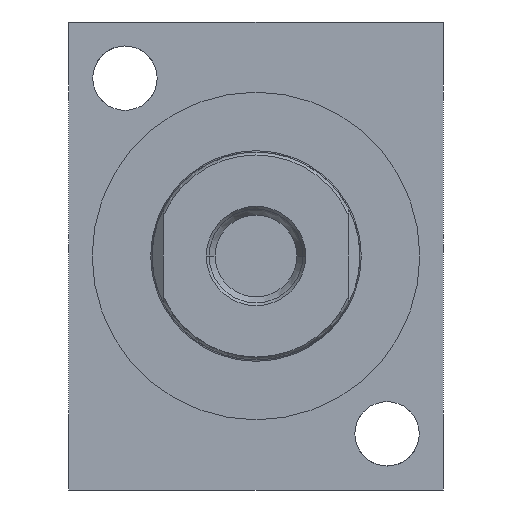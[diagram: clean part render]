
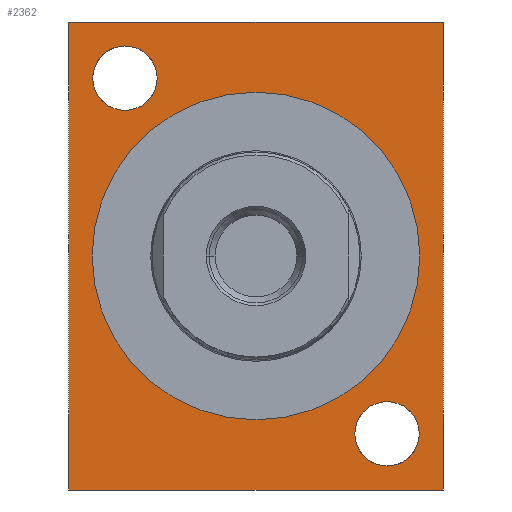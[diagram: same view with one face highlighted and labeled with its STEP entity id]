
A CAD part, left-side view. The second image highlights one B-rep face of the part: STEP entity #2362.
In plain terms, the highlighted planar face has unit normal (-1, 0, 0).
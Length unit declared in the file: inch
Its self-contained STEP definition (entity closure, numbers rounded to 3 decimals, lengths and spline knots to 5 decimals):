
#22=DIRECTION('',(0.,-1.,0.));
#23=VECTOR('',#22,2.);
#24=CARTESIAN_POINT('',(0.,1.,1.25));
#25=LINE('',#24,#23);
#30=DIRECTION('',(0.,0.,-1.));
#31=VECTOR('',#30,2.5);
#32=CARTESIAN_POINT('',(0.,-1.,1.25));
#33=LINE('',#32,#31);
#37=DIRECTION('',(0.,1.,0.));
#38=VECTOR('',#37,2.);
#39=CARTESIAN_POINT('',(0.,-1.,-1.25));
#40=LINE('',#39,#38);
#44=DIRECTION('',(0.,0.,1.));
#45=VECTOR('',#44,2.5);
#46=CARTESIAN_POINT('',(0.,1.,-1.25));
#47=LINE('',#46,#45);
#51=CARTESIAN_POINT('',(0.,0.7,0.95));
#52=DIRECTION('',(1.,0.,0.));
#53=DIRECTION('',(0.,1.,0.));
#54=AXIS2_PLACEMENT_3D('',#51,#52,#53);
#59=CARTESIAN_POINT('',(0.,0.7,0.95));
#60=DIRECTION('',(1.,0.,0.));
#61=DIRECTION('',(0.,-1.,0.));
#62=AXIS2_PLACEMENT_3D('',#59,#60,#61);
#67=CARTESIAN_POINT('',(0.,-0.7,-0.95));
#68=DIRECTION('',(1.,0.,0.));
#69=DIRECTION('',(0.,1.,0.));
#70=AXIS2_PLACEMENT_3D('',#67,#68,#69);
#75=CARTESIAN_POINT('',(0.,-0.7,-0.95));
#76=DIRECTION('',(1.,0.,0.));
#77=DIRECTION('',(0.,-1.,0.));
#78=AXIS2_PLACEMENT_3D('',#75,#76,#77);
#83=CARTESIAN_POINT('',(0.,0.,0.));
#84=DIRECTION('',(-1.,0.,0.));
#85=DIRECTION('',(0.,1.,0.));
#86=AXIS2_PLACEMENT_3D('',#83,#84,#85);
#91=CARTESIAN_POINT('',(0.,0.,0.));
#92=DIRECTION('',(-1.,0.,0.));
#93=DIRECTION('',(0.,-1.,0.));
#94=AXIS2_PLACEMENT_3D('',#91,#92,#93);
#2027=CARTESIAN_POINT('',(0.,1.,1.25));
#2028=CARTESIAN_POINT('',(0.,-1.,1.25));
#2029=VERTEX_POINT('',#2027);
#2030=VERTEX_POINT('',#2028);
#2031=CARTESIAN_POINT('',(0.,-1.,-1.25));
#2032=VERTEX_POINT('',#2031);
#2033=CARTESIAN_POINT('',(0.,1.,-1.25));
#2034=VERTEX_POINT('',#2033);
#2043=CARTESIAN_POINT('',(0.,0.872,0.95));
#2044=CARTESIAN_POINT('',(0.,0.528,0.95));
#2045=VERTEX_POINT('',#2043);
#2046=VERTEX_POINT('',#2044);
#2131=CARTESIAN_POINT('',(0.,-0.528,-0.95));
#2132=CARTESIAN_POINT('',(0.,-0.872,-0.95));
#2133=VERTEX_POINT('',#2131);
#2134=VERTEX_POINT('',#2132);
#2147=CARTESIAN_POINT('',(0.,0.875,0.));
#2148=CARTESIAN_POINT('',(0.,-0.875,0.));
#2149=VERTEX_POINT('',#2147);
#2150=VERTEX_POINT('',#2148);
#2329=CARTESIAN_POINT('',(0.,0.,0.));
#2330=DIRECTION('',(1.,0.,0.));
#2331=DIRECTION('',(0.,0.,-1.));
#2332=AXIS2_PLACEMENT_3D('',#2329,#2330,#2331);
#2333=PLANE('',#2332);
#2335=ORIENTED_EDGE('',*,*,#2334,.T.);
#2337=ORIENTED_EDGE('',*,*,#2336,.T.);
#2339=ORIENTED_EDGE('',*,*,#2338,.T.);
#2341=ORIENTED_EDGE('',*,*,#2340,.T.);
#2342=EDGE_LOOP('',(#2335,#2337,#2339,#2341));
#2343=FACE_OUTER_BOUND('',#2342,.F.);
#2345=ORIENTED_EDGE('',*,*,#2344,.F.);
#2347=ORIENTED_EDGE('',*,*,#2346,.F.);
#2348=EDGE_LOOP('',(#2345,#2347));
#2349=FACE_BOUND('',#2348,.F.);
#2351=ORIENTED_EDGE('',*,*,#2350,.F.);
#2353=ORIENTED_EDGE('',*,*,#2352,.F.);
#2354=EDGE_LOOP('',(#2351,#2353));
#2355=FACE_BOUND('',#2354,.F.);
#2357=ORIENTED_EDGE('',*,*,#2356,.T.);
#2359=ORIENTED_EDGE('',*,*,#2358,.T.);
#2360=EDGE_LOOP('',(#2357,#2359));
#2361=FACE_BOUND('',#2360,.F.);
#55=CIRCLE('',#54,0.172);
#63=CIRCLE('',#62,0.172);
#71=CIRCLE('',#70,0.172);
#79=CIRCLE('',#78,0.172);
#87=CIRCLE('',#86,0.875);
#95=CIRCLE('',#94,0.875);
#2334=EDGE_CURVE('',#2029,#2030,#25,.T.);
#2336=EDGE_CURVE('',#2030,#2032,#33,.T.);
#2338=EDGE_CURVE('',#2032,#2034,#40,.T.);
#2340=EDGE_CURVE('',#2034,#2029,#47,.T.);
#2344=EDGE_CURVE('',#2045,#2046,#55,.T.);
#2346=EDGE_CURVE('',#2046,#2045,#63,.T.);
#2350=EDGE_CURVE('',#2133,#2134,#71,.T.);
#2352=EDGE_CURVE('',#2134,#2133,#79,.T.);
#2356=EDGE_CURVE('',#2149,#2150,#87,.T.);
#2358=EDGE_CURVE('',#2150,#2149,#95,.T.);
#2362=ADVANCED_FACE('',(#2343,#2349,#2355,#2361),#2333,.F.);
